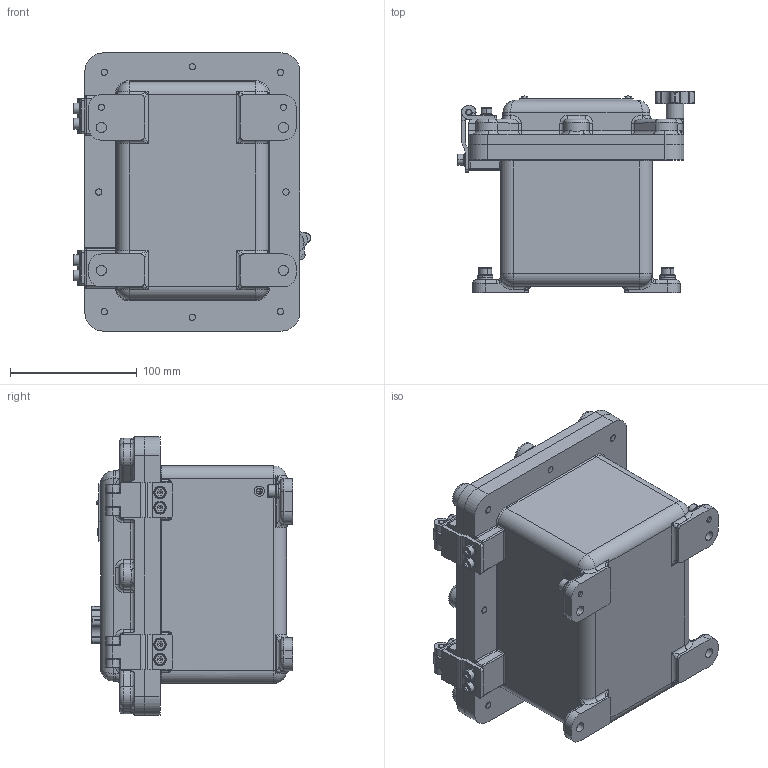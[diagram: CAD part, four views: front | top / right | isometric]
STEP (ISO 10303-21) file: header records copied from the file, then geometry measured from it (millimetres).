
FILE_DESCRIPTION (( 'STEP AP203' ), '1' );
FILE_NAME ('40203010.step', '2019-04-15T14:00:42', ( '' ), ( '' ), 'SwSTEP 2.0', 'SolidWorks 2018', '' );
FILE_SCHEMA (( 'CONFIG_CONTROL_DESIGN' ));
Length unit declared in the file: millimetre
Products named in the file (24): 93412_PreviewCfg; 83125; 41149; 93711; 92081; 92780; 92783; 83130; 98361; 40000000085; 40303010; 70753_Bearbeitung Tag und Label; 98063; 83131; 40203010; 40000036126_3g; 56848; 93427; 93426; 98360; 70703_Hinge MCN; 82014_40203010; 92788; 93414
Assembly tree (68 placements, depth 3):
  40203010
    70703_Hinge MCN
    82014_40203010
    40303010
    98063  x12
    93426  x8
    93711  x4
    92081  x4
    70753_Bearbeitung Tag und Label
    92783
    93414  x2
    92780
    93412_PreviewCfg  x2
    83125  x8
    40000000085  x8
    41149
    56848  x2
      98360
      98361
      83130
      93427
      83131
  40000036126_3g
  92788
Bounding box: 187.42 x 159.42 x 220 mm (x, y, z)
Volume: 1642595.9 mm3; surface area: 393178.2 mm2
Topology: 77 solids, 77 shells, 2254 faces, 5127 edges, 3025 vertices
Faces by surface type: plane 834, cylinder 793, torus 240, cone 191, bspline 159, sphere 37
Entity records: 50766 total; most frequent: CARTESIAN_POINT 16036, DIRECTION 6656, ORIENTED_EDGE 6380, EDGE_CURVE 3190, AXIS2_PLACEMENT_3D 2592, VERTEX_POINT 1932, EDGE_LOOP 1482, VECTOR 1472
